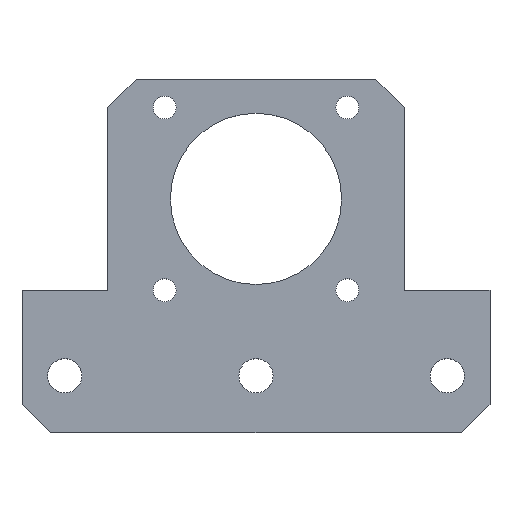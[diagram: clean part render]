
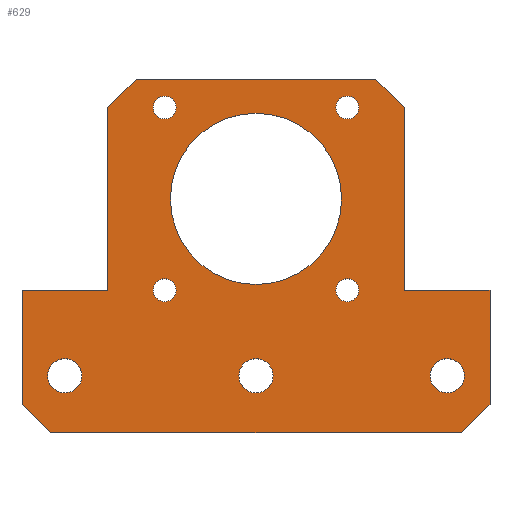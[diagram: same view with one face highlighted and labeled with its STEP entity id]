
A CAD part, top view. The second image highlights one B-rep face of the part: STEP entity #629.
In plain terms, the highlighted planar face has unit normal (0, 0, 1).
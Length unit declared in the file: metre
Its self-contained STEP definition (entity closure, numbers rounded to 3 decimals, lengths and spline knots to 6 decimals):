
#34=LINE('',#927,#94);
#36=LINE('',#931,#96);
#39=LINE('',#937,#99);
#46=LINE('',#954,#106);
#50=LINE('',#961,#110);
#51=LINE('',#963,#111);
#57=LINE('',#975,#117);
#61=LINE('',#1005,#121);
#62=LINE('',#1010,#122);
#63=LINE('',#1011,#123);
#64=LINE('',#1012,#124);
#65=LINE('',#1013,#125);
#94=VECTOR('',#747,1.);
#96=VECTOR('',#751,1.);
#99=VECTOR('',#756,1.);
#106=VECTOR('',#767,1.);
#110=VECTOR('',#773,1.);
#111=VECTOR('',#776,1.);
#117=VECTOR('',#784,1.);
#121=VECTOR('',#820,1.);
#122=VECTOR('',#827,1.);
#123=VECTOR('',#828,1.);
#124=VECTOR('',#829,1.);
#125=VECTOR('',#830,1.);
#216=ORIENTED_EDGE('',*,*,#339,.F.);
#217=ORIENTED_EDGE('',*,*,#360,.T.);
#218=ORIENTED_EDGE('',*,*,#340,.F.);
#219=ORIENTED_EDGE('',*,*,#361,.T.);
#220=ORIENTED_EDGE('',*,*,#346,.F.);
#221=ORIENTED_EDGE('',*,*,#358,.T.);
#222=ORIENTED_EDGE('',*,*,#322,.F.);
#223=ORIENTED_EDGE('',*,*,#362,.T.);
#224=ORIENTED_EDGE('',*,*,#324,.T.);
#225=ORIENTED_EDGE('',*,*,#363,.T.);
#226=ORIENTED_EDGE('',*,*,#327,.T.);
#227=ORIENTED_EDGE('',*,*,#335,.F.);
#228=ORIENTED_EDGE('',*,*,#354,.F.);
#229=ORIENTED_EDGE('',*,*,#353,.F.);
#230=ORIENTED_EDGE('',*,*,#352,.F.);
#231=ORIENTED_EDGE('',*,*,#351,.F.);
#232=ORIENTED_EDGE('',*,*,#350,.F.);
#233=ORIENTED_EDGE('',*,*,#349,.T.);
#234=ORIENTED_EDGE('',*,*,#348,.F.);
#235=ORIENTED_EDGE('',*,*,#359,.F.);
#322=EDGE_CURVE('',#402,#403,#34,.T.);
#324=EDGE_CURVE('',#404,#405,#36,.T.);
#327=EDGE_CURVE('',#406,#407,#39,.T.);
#335=EDGE_CURVE('',#413,#407,#46,.T.);
#339=EDGE_CURVE('',#415,#413,#50,.T.);
#340=EDGE_CURVE('',#416,#417,#51,.T.);
#346=EDGE_CURVE('',#420,#421,#57,.T.);
#348=EDGE_CURVE('',#422,#422,#449,.T.);
#349=EDGE_CURVE('',#423,#423,#450,.T.);
#350=EDGE_CURVE('',#424,#424,#451,.T.);
#351=EDGE_CURVE('',#425,#425,#452,.T.);
#352=EDGE_CURVE('',#426,#426,#453,.T.);
#353=EDGE_CURVE('',#427,#427,#454,.T.);
#354=EDGE_CURVE('',#428,#428,#455,.T.);
#358=EDGE_CURVE('',#420,#403,#61,.T.);
#359=EDGE_CURVE('',#431,#431,#457,.T.);
#360=EDGE_CURVE('',#415,#417,#62,.F.);
#361=EDGE_CURVE('',#416,#421,#63,.F.);
#362=EDGE_CURVE('',#402,#404,#64,.T.);
#363=EDGE_CURVE('',#405,#406,#65,.F.);
#402=VERTEX_POINT('',#926);
#403=VERTEX_POINT('',#928);
#404=VERTEX_POINT('',#932);
#405=VERTEX_POINT('',#933);
#406=VERTEX_POINT('',#938);
#407=VERTEX_POINT('',#939);
#413=VERTEX_POINT('',#953);
#415=VERTEX_POINT('',#960);
#416=VERTEX_POINT('',#964);
#417=VERTEX_POINT('',#965);
#420=VERTEX_POINT('',#974);
#421=VERTEX_POINT('',#976);
#422=VERTEX_POINT('',#980);
#423=VERTEX_POINT('',#983);
#424=VERTEX_POINT('',#986);
#425=VERTEX_POINT('',#989);
#426=VERTEX_POINT('',#992);
#427=VERTEX_POINT('',#995);
#428=VERTEX_POINT('',#998);
#431=VERTEX_POINT('',#1008);
#449=CIRCLE('',#677,0.003);
#450=CIRCLE('',#679,0.003);
#451=CIRCLE('',#681,0.015);
#452=CIRCLE('',#683,0.002);
#453=CIRCLE('',#685,0.002);
#454=CIRCLE('',#687,0.002);
#455=CIRCLE('',#689,0.002);
#457=CIRCLE('',#693,0.003);
#495=EDGE_LOOP('',(#216,#217,#218,#219,#220,#221,#222,#223,#224,#225,#226,
#227));
#496=EDGE_LOOP('',(#228));
#497=EDGE_LOOP('',(#229));
#498=EDGE_LOOP('',(#230));
#499=EDGE_LOOP('',(#231));
#500=EDGE_LOOP('',(#232));
#501=EDGE_LOOP('',(#233));
#502=EDGE_LOOP('',(#234));
#503=EDGE_LOOP('',(#235));
#559=FACE_BOUND('',#495,.T.);
#560=FACE_BOUND('',#496,.T.);
#561=FACE_BOUND('',#497,.T.);
#562=FACE_BOUND('',#498,.T.);
#563=FACE_BOUND('',#499,.T.);
#564=FACE_BOUND('',#500,.T.);
#565=FACE_BOUND('',#501,.T.);
#566=FACE_BOUND('',#502,.T.);
#567=FACE_BOUND('',#503,.T.);
#597=PLANE('',#694);
#629=ADVANCED_FACE('',(#559,#560,#561,#562,#563,#564,#565,#566,#567),#597,
 .T.);
#677=AXIS2_PLACEMENT_3D('',#979,#788,#789);
#679=AXIS2_PLACEMENT_3D('',#982,#792,#793);
#681=AXIS2_PLACEMENT_3D('',#985,#796,#797);
#683=AXIS2_PLACEMENT_3D('',#988,#800,#801);
#685=AXIS2_PLACEMENT_3D('',#991,#804,#805);
#687=AXIS2_PLACEMENT_3D('',#994,#808,#809);
#689=AXIS2_PLACEMENT_3D('',#997,#812,#813);
#693=AXIS2_PLACEMENT_3D('',#1007,#823,#824);
#694=AXIS2_PLACEMENT_3D('',#1009,#825,#826);
#747=DIRECTION('',(0.,-1.,0.));
#751=DIRECTION('',(-1.,0.,0.));
#756=DIRECTION('',(0.,-1.,0.));
#767=DIRECTION('',(1.,0.,0.));
#773=DIRECTION('',(0.,1.,0.));
#776=DIRECTION('',(-1.,0.,0.));
#784=DIRECTION('',(0.,-1.,0.));
#788=DIRECTION('',(0.,0.,1.));
#789=DIRECTION('',(0.,-1.,0.));
#792=DIRECTION('',(0.,0.,-1.));
#793=DIRECTION('',(0.,-1.,0.));
#796=DIRECTION('',(0.,0.,1.));
#797=DIRECTION('',(0.,-1.,0.));
#800=DIRECTION('',(0.,0.,1.));
#801=DIRECTION('',(0.,-1.,0.));
#804=DIRECTION('',(0.,0.,1.));
#805=DIRECTION('',(0.,-1.,0.));
#808=DIRECTION('',(0.,0.,1.));
#809=DIRECTION('',(0.,-1.,0.));
#812=DIRECTION('',(0.,0.,1.));
#813=DIRECTION('',(0.,-1.,0.));
#820=DIRECTION('',(-1.,0.,0.));
#823=DIRECTION('',(0.,0.,1.));
#824=DIRECTION('',(0.,-1.,0.));
#825=DIRECTION('',(0.,0.,1.));
#826=DIRECTION('',(1.,0.,0.));
#827=DIRECTION('',(-0.707,0.707,0.));
#828=DIRECTION('',(-0.707,-0.707,0.));
#829=DIRECTION('',(-0.707,0.707,0.));
#830=DIRECTION('',(0.707,0.707,0.));
#926=CARTESIAN_POINT('',(-0.149,0.057,0.025));
#927=CARTESIAN_POINT('',(-0.149,0.0435,0.025));
#928=CARTESIAN_POINT('',(-0.149,0.025,0.025));
#931=CARTESIAN_POINT('',(-0.175,0.062,0.025));
#932=CARTESIAN_POINT('',(-0.154,0.062,0.025));
#933=CARTESIAN_POINT('',(-0.196,0.062,0.025));
#937=CARTESIAN_POINT('',(-0.201,0.0435,0.025));
#938=CARTESIAN_POINT('',(-0.201,0.057,0.025));
#939=CARTESIAN_POINT('',(-0.201,0.025,0.025));
#953=CARTESIAN_POINT('',(-0.216,0.025,0.025));
#954=CARTESIAN_POINT('',(-0.2085,0.025,0.025));
#960=CARTESIAN_POINT('',(-0.216,0.005,0.025));
#961=CARTESIAN_POINT('',(-0.216,0.0225,0.025));
#963=CARTESIAN_POINT('',(-0.175,0.,0.025));
#964=CARTESIAN_POINT('',(-0.139,0.,0.025));
#965=CARTESIAN_POINT('',(-0.211,0.,0.025));
#974=CARTESIAN_POINT('',(-0.134,0.025,0.025));
#975=CARTESIAN_POINT('',(-0.134,0.01,0.025));
#976=CARTESIAN_POINT('',(-0.134,0.005,0.025));
#979=CARTESIAN_POINT('',(-0.175,0.01,0.025));
#980=CARTESIAN_POINT('',(-0.175,0.007,0.025));
#982=CARTESIAN_POINT('',(-0.1415,0.01,0.025));
#983=CARTESIAN_POINT('',(-0.1415,0.007,0.025));
#985=CARTESIAN_POINT('',(-0.175,0.041,0.025));
#986=CARTESIAN_POINT('',(-0.175,0.026,0.025));
#988=CARTESIAN_POINT('',(-0.191,0.057,0.025));
#989=CARTESIAN_POINT('',(-0.191,0.055,0.025));
#991=CARTESIAN_POINT('',(-0.159,0.057,0.025));
#992=CARTESIAN_POINT('',(-0.159,0.055,0.025));
#994=CARTESIAN_POINT('',(-0.191,0.025,0.025));
#995=CARTESIAN_POINT('',(-0.191,0.023,0.025));
#997=CARTESIAN_POINT('',(-0.159,0.025,0.025));
#998=CARTESIAN_POINT('',(-0.159,0.023,0.025));
#1005=CARTESIAN_POINT('',(-0.1415,0.025,0.025));
#1007=CARTESIAN_POINT('',(-0.2085,0.01,0.025));
#1008=CARTESIAN_POINT('',(-0.2085,0.007,0.025));
#1009=CARTESIAN_POINT('',(-0.175,0.031,0.025));
#1010=CARTESIAN_POINT('',(-0.2085,-0.0025,0.025));
#1011=CARTESIAN_POINT('',(-0.1415,-0.0025,0.025));
#1012=CARTESIAN_POINT('',(-0.149,0.057,0.025));
#1013=CARTESIAN_POINT('',(-0.201,0.057,0.025));
